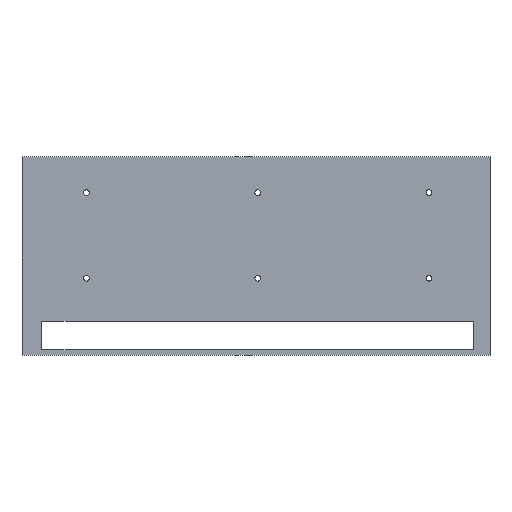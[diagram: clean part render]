
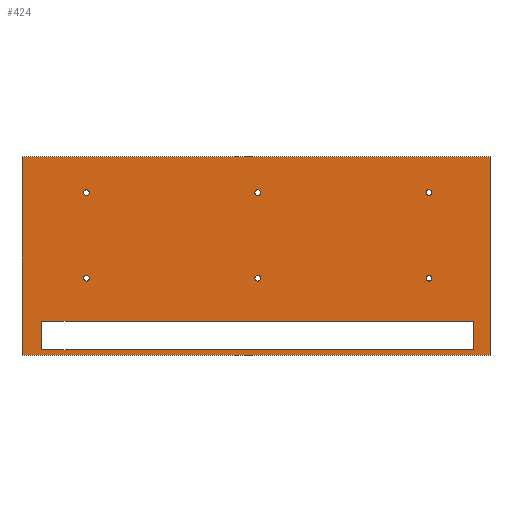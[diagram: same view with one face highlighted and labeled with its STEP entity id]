
A CAD part, top view. The second image highlights one B-rep face of the part: STEP entity #424.
In plain terms, the highlighted planar face has unit normal (0, 0, 1).
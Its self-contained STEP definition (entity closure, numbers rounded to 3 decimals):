
#39=AXIS2_PLACEMENT_3D('Circle Axis2P3D',#37,#38,$) ;
#74=AXIS2_PLACEMENT_3D('Circle Axis2P3D',#72,#73,$) ;
#260=AXIS2_PLACEMENT_3D('Plane Axis2P3D',#257,#258,#259) ;
#302=AXIS2_PLACEMENT_3D('Circle Axis2P3D',#300,#301,$) ;
#311=AXIS2_PLACEMENT_3D('Circle Axis2P3D',#309,#310,$) ;
#320=AXIS2_PLACEMENT_3D('Circle Axis2P3D',#318,#319,$) ;
#329=AXIS2_PLACEMENT_3D('Circle Axis2P3D',#327,#328,$) ;
#338=AXIS2_PLACEMENT_3D('Circle Axis2P3D',#336,#337,$) ;
#347=AXIS2_PLACEMENT_3D('Circle Axis2P3D',#345,#346,$) ;
#356=AXIS2_PLACEMENT_3D('Circle Axis2P3D',#354,#355,$) ;
#365=AXIS2_PLACEMENT_3D('Circle Axis2P3D',#363,#364,$) ;
#374=AXIS2_PLACEMENT_3D('Circle Axis2P3D',#372,#373,$) ;
#383=AXIS2_PLACEMENT_3D('Circle Axis2P3D',#381,#382,$) ;
#37=CARTESIAN_POINT('Axis2P3D Location',(223.25,-65.,0.)) ;
#41=CARTESIAN_POINT('Vertex',(218.862,-62.603,0.)) ;
#43=CARTESIAN_POINT('Vertex',(227.638,-67.397,0.)) ;
#72=CARTESIAN_POINT('Axis2P3D Location',(223.25,-65.,0.)) ;
#257=CARTESIAN_POINT('Axis2P3D Location',(-139.75,-140.,0.)) ;
#262=CARTESIAN_POINT('Line Origine',(330.25,-176.,0.)) ;
#266=CARTESIAN_POINT('Vertex',(330.25,-350.,0.)) ;
#268=CARTESIAN_POINT('Vertex',(330.25,-2.,0.)) ;
#271=CARTESIAN_POINT('Line Origine',(-79.75,-2.,0.)) ;
#275=CARTESIAN_POINT('Vertex',(-489.75,-2.,0.)) ;
#278=CARTESIAN_POINT('Line Origine',(-489.75,-176.,0.)) ;
#282=CARTESIAN_POINT('Vertex',(-489.75,-350.,0.)) ;
#285=CARTESIAN_POINT('Line Origine',(-79.75,-350.,0.)) ;
#300=CARTESIAN_POINT('Axis2P3D Location',(223.25,-215.,0.)) ;
#304=CARTESIAN_POINT('Vertex',(227.638,-217.397,0.)) ;
#306=CARTESIAN_POINT('Vertex',(218.862,-212.603,0.)) ;
#309=CARTESIAN_POINT('Axis2P3D Location',(223.25,-215.,0.)) ;
#318=CARTESIAN_POINT('Axis2P3D Location',(-76.75,-65.,0.)) ;
#322=CARTESIAN_POINT('Vertex',(-72.362,-67.397,0.)) ;
#324=CARTESIAN_POINT('Vertex',(-81.138,-62.603,0.)) ;
#327=CARTESIAN_POINT('Axis2P3D Location',(-76.75,-65.,0.)) ;
#336=CARTESIAN_POINT('Axis2P3D Location',(-76.75,-215.,0.)) ;
#340=CARTESIAN_POINT('Vertex',(-72.362,-217.397,0.)) ;
#342=CARTESIAN_POINT('Vertex',(-81.138,-212.603,0.)) ;
#345=CARTESIAN_POINT('Axis2P3D Location',(-76.75,-215.,0.)) ;
#354=CARTESIAN_POINT('Axis2P3D Location',(-376.75,-65.,0.)) ;
#358=CARTESIAN_POINT('Vertex',(-372.362,-67.397,0.)) ;
#360=CARTESIAN_POINT('Vertex',(-381.138,-62.603,0.)) ;
#363=CARTESIAN_POINT('Axis2P3D Location',(-376.75,-65.,0.)) ;
#372=CARTESIAN_POINT('Axis2P3D Location',(-376.75,-215.,0.)) ;
#376=CARTESIAN_POINT('Vertex',(-372.362,-217.397,0.)) ;
#378=CARTESIAN_POINT('Vertex',(-381.138,-212.603,0.)) ;
#381=CARTESIAN_POINT('Axis2P3D Location',(-376.75,-215.,0.)) ;
#390=CARTESIAN_POINT('Line Origine',(-454.75,-315.,0.)) ;
#394=CARTESIAN_POINT('Vertex',(-454.75,-290.,0.)) ;
#396=CARTESIAN_POINT('Vertex',(-454.75,-340.,0.)) ;
#399=CARTESIAN_POINT('Line Origine',(-76.75,-290.,0.)) ;
#403=CARTESIAN_POINT('Vertex',(301.25,-290.,0.)) ;
#406=CARTESIAN_POINT('Line Origine',(301.25,-315.,0.)) ;
#410=CARTESIAN_POINT('Vertex',(301.25,-340.,0.)) ;
#413=CARTESIAN_POINT('Line Origine',(-76.75,-340.,0.)) ;
#38=DIRECTION('Axis2P3D Direction',(-0.,0.,-1.)) ;
#73=DIRECTION('Axis2P3D Direction',(-0.,0.,-1.)) ;
#258=DIRECTION('Axis2P3D Direction',(0.,0.,1.)) ;
#259=DIRECTION('Axis2P3D XDirection',(-1.,0.,0.)) ;
#263=DIRECTION('Vector Direction',(0.,1.,0.)) ;
#272=DIRECTION('Vector Direction',(1.,0.,0.)) ;
#279=DIRECTION('Vector Direction',(0.,-1.,0.)) ;
#286=DIRECTION('Vector Direction',(-1.,0.,0.)) ;
#301=DIRECTION('Axis2P3D Direction',(0.,0.,1.)) ;
#310=DIRECTION('Axis2P3D Direction',(0.,0.,1.)) ;
#319=DIRECTION('Axis2P3D Direction',(0.,0.,1.)) ;
#328=DIRECTION('Axis2P3D Direction',(0.,0.,1.)) ;
#337=DIRECTION('Axis2P3D Direction',(0.,0.,1.)) ;
#346=DIRECTION('Axis2P3D Direction',(0.,0.,1.)) ;
#355=DIRECTION('Axis2P3D Direction',(0.,0.,1.)) ;
#364=DIRECTION('Axis2P3D Direction',(0.,0.,1.)) ;
#373=DIRECTION('Axis2P3D Direction',(0.,0.,1.)) ;
#382=DIRECTION('Axis2P3D Direction',(0.,0.,1.)) ;
#391=DIRECTION('Vector Direction',(0.,-1.,0.)) ;
#400=DIRECTION('Vector Direction',(1.,0.,0.)) ;
#407=DIRECTION('Vector Direction',(0.,1.,0.)) ;
#414=DIRECTION('Vector Direction',(-1.,0.,0.)) ;
#264=VECTOR('Line Direction',#263,1.) ;
#273=VECTOR('Line Direction',#272,1.) ;
#280=VECTOR('Line Direction',#279,1.) ;
#287=VECTOR('Line Direction',#286,1.) ;
#392=VECTOR('Line Direction',#391,1.) ;
#401=VECTOR('Line Direction',#400,1.) ;
#408=VECTOR('Line Direction',#407,1.) ;
#415=VECTOR('Line Direction',#414,1.) ;
#291=ORIENTED_EDGE('',*,*,#270,.T.) ;
#292=ORIENTED_EDGE('',*,*,#277,.T.) ;
#293=ORIENTED_EDGE('',*,*,#284,.T.) ;
#294=ORIENTED_EDGE('',*,*,#289,.T.) ;
#297=ORIENTED_EDGE('',*,*,#76,.F.) ;
#298=ORIENTED_EDGE('',*,*,#45,.F.) ;
#315=ORIENTED_EDGE('',*,*,#308,.F.) ;
#316=ORIENTED_EDGE('',*,*,#313,.F.) ;
#333=ORIENTED_EDGE('',*,*,#326,.F.) ;
#334=ORIENTED_EDGE('',*,*,#331,.F.) ;
#351=ORIENTED_EDGE('',*,*,#344,.F.) ;
#352=ORIENTED_EDGE('',*,*,#349,.F.) ;
#369=ORIENTED_EDGE('',*,*,#362,.F.) ;
#370=ORIENTED_EDGE('',*,*,#367,.F.) ;
#387=ORIENTED_EDGE('',*,*,#380,.F.) ;
#388=ORIENTED_EDGE('',*,*,#385,.F.) ;
#419=ORIENTED_EDGE('',*,*,#398,.F.) ;
#420=ORIENTED_EDGE('',*,*,#405,.F.) ;
#421=ORIENTED_EDGE('',*,*,#412,.F.) ;
#422=ORIENTED_EDGE('',*,*,#417,.F.) ;
#299=FACE_BOUND('',#296,.T.) ;
#317=FACE_BOUND('',#314,.T.) ;
#335=FACE_BOUND('',#332,.T.) ;
#353=FACE_BOUND('',#350,.T.) ;
#371=FACE_BOUND('',#368,.T.) ;
#389=FACE_BOUND('',#386,.T.) ;
#423=FACE_BOUND('',#418,.T.) ;
#424=ADVANCED_FACE('E6.2_III_W_FLOOR_FIXING',(#295,#299,#317,#335,#353,#371,#389,#423),#261,.T.) ;
#40=CIRCLE('generated circle',#39,5.) ;
#75=CIRCLE('generated circle',#74,5.) ;
#303=CIRCLE('generated circle',#302,5.) ;
#312=CIRCLE('generated circle',#311,5.) ;
#321=CIRCLE('generated circle',#320,5.) ;
#330=CIRCLE('generated circle',#329,5.) ;
#339=CIRCLE('generated circle',#338,5.) ;
#348=CIRCLE('generated circle',#347,5.) ;
#357=CIRCLE('generated circle',#356,5.) ;
#366=CIRCLE('generated circle',#365,5.) ;
#375=CIRCLE('generated circle',#374,5.) ;
#384=CIRCLE('generated circle',#383,5.) ;
#45=EDGE_CURVE('',#42,#44,#40,.F.) ;
#76=EDGE_CURVE('',#44,#42,#75,.F.) ;
#270=EDGE_CURVE('',#267,#269,#265,.T.) ;
#277=EDGE_CURVE('',#269,#276,#274,.F.) ;
#284=EDGE_CURVE('',#276,#283,#281,.T.) ;
#289=EDGE_CURVE('',#283,#267,#288,.F.) ;
#308=EDGE_CURVE('',#305,#307,#303,.T.) ;
#313=EDGE_CURVE('',#307,#305,#312,.T.) ;
#326=EDGE_CURVE('',#323,#325,#321,.T.) ;
#331=EDGE_CURVE('',#325,#323,#330,.T.) ;
#344=EDGE_CURVE('',#341,#343,#339,.T.) ;
#349=EDGE_CURVE('',#343,#341,#348,.T.) ;
#362=EDGE_CURVE('',#359,#361,#357,.T.) ;
#367=EDGE_CURVE('',#361,#359,#366,.T.) ;
#380=EDGE_CURVE('',#377,#379,#375,.T.) ;
#385=EDGE_CURVE('',#379,#377,#384,.T.) ;
#398=EDGE_CURVE('',#395,#397,#393,.T.) ;
#405=EDGE_CURVE('',#404,#395,#402,.F.) ;
#412=EDGE_CURVE('',#411,#404,#409,.T.) ;
#417=EDGE_CURVE('',#397,#411,#416,.F.) ;
#290=EDGE_LOOP('',(#291,#292,#293,#294)) ;
#296=EDGE_LOOP('',(#297,#298)) ;
#314=EDGE_LOOP('',(#315,#316)) ;
#332=EDGE_LOOP('',(#333,#334)) ;
#350=EDGE_LOOP('',(#351,#352)) ;
#368=EDGE_LOOP('',(#369,#370)) ;
#386=EDGE_LOOP('',(#387,#388)) ;
#418=EDGE_LOOP('',(#419,#420,#421,#422)) ;
#295=FACE_OUTER_BOUND('',#290,.T.) ;
#265=LINE('Line',#262,#264) ;
#274=LINE('Line',#271,#273) ;
#281=LINE('Line',#278,#280) ;
#288=LINE('Line',#285,#287) ;
#393=LINE('Line',#390,#392) ;
#402=LINE('Line',#399,#401) ;
#409=LINE('Line',#406,#408) ;
#416=LINE('Line',#413,#415) ;
#261=PLANE('',#260) ;
#42=VERTEX_POINT('',#41) ;
#44=VERTEX_POINT('',#43) ;
#267=VERTEX_POINT('',#266) ;
#269=VERTEX_POINT('',#268) ;
#276=VERTEX_POINT('',#275) ;
#283=VERTEX_POINT('',#282) ;
#305=VERTEX_POINT('',#304) ;
#307=VERTEX_POINT('',#306) ;
#323=VERTEX_POINT('',#322) ;
#325=VERTEX_POINT('',#324) ;
#341=VERTEX_POINT('',#340) ;
#343=VERTEX_POINT('',#342) ;
#359=VERTEX_POINT('',#358) ;
#361=VERTEX_POINT('',#360) ;
#377=VERTEX_POINT('',#376) ;
#379=VERTEX_POINT('',#378) ;
#395=VERTEX_POINT('',#394) ;
#397=VERTEX_POINT('',#396) ;
#404=VERTEX_POINT('',#403) ;
#411=VERTEX_POINT('',#410) ;
